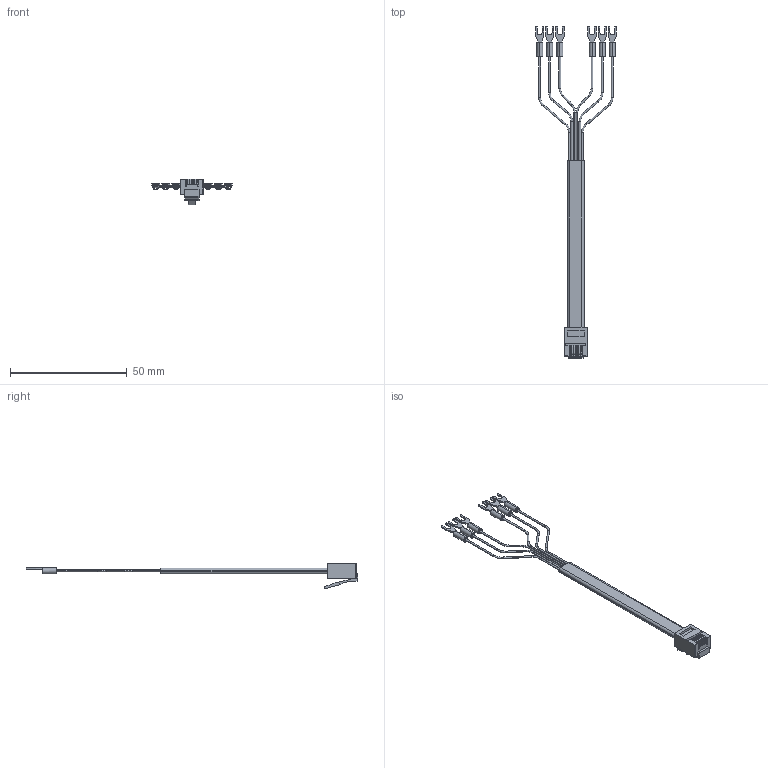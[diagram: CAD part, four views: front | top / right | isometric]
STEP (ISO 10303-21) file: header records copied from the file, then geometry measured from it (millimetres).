
FILE_DESCRIPTION (( 'STEP AP203' ), '1' );
FILE_NAME ('TDC028.STEP', '2006-06-23T20:21:33', ( 'lcom' ), ( 'lcom' ), 'SwSTEP 2.0', 'SolidWorks 2006004', '' );
FILE_SCHEMA (( 'CONFIG_CONTROL_DESIGN' ));
Length unit declared in the file: inch
Products named in the file (4): TDB6-PROD_6 COND FLAT CABLE; TDC028; TSP3066-PROD; 3AB16-013
Assembly tree (8 placements, depth 2):
  TDC028
    TSP3066-PROD
    3AB16-013  x6
    TDB6-PROD_6 COND FLAT CABLE
Bounding box: 34.54 x 141.88 x 11.03 mm (x, y, z)
Volume: 2216.7 mm3; surface area: 3976.5 mm2
Topology: 8 solids, 8 shells, 392 faces, 996 edges, 632 vertices
Faces by surface type: plane 213, cylinder 138, torus 24, bspline 17
Entity records: 10355 total; most frequent: CARTESIAN_POINT 2947, DIRECTION 1447, ORIENTED_EDGE 1422, EDGE_CURVE 711, AXIS2_PLACEMENT_3D 498, VERTEX_POINT 452, VECTOR 451, LINE 451
